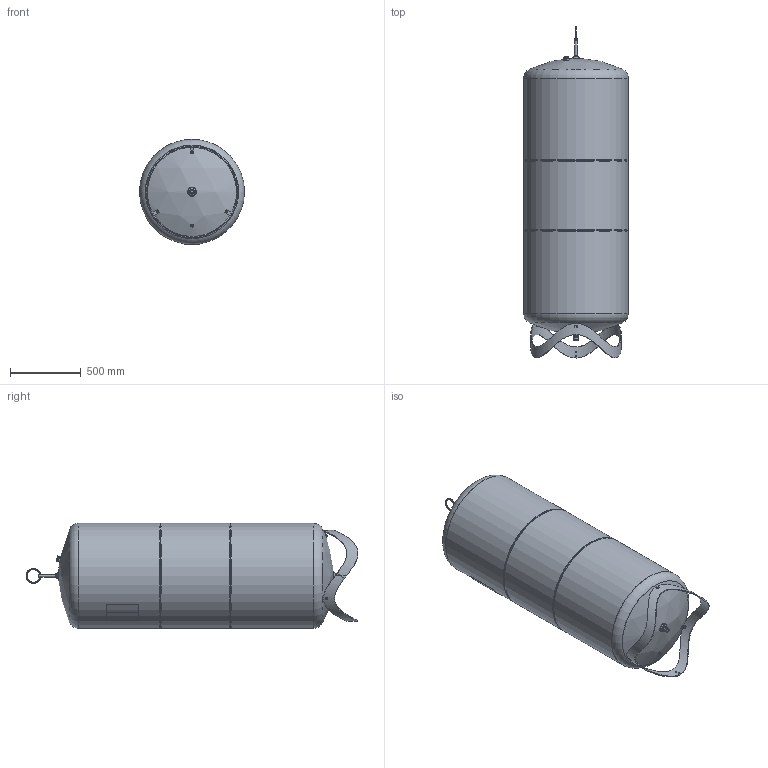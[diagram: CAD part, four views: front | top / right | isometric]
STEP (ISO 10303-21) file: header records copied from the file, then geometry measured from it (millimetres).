
FILE_DESCRIPTION((''),'2;1');
FILE_NAME('7102014_3D_1002_00_DE_FR_IT_EN_NL_UPD.stp','2015-01-08T10:52:53',('SCG'),(''),'Autodesk Inventor 2013','Autodesk Inventor 2013','');
FILE_SCHEMA(('AUTOMOTIVE_DESIGN { 1 0 10303 214 1 1 1 1 }'));
Length unit declared in the file: millimetre
Products named in the file (1): 119458
Bounding box: 740 x 2339.58 x 741.8 mm (x, y, z)
Volume: 48012317.3 mm3; surface area: 13346014.3 mm2
Topology: 6 solids, 12 shells, 472 faces, 1228 edges, 788 vertices
Faces by surface type: plane 204, cylinder 125, cone 57, torus 49, bspline 31, sphere 5, revolution 1
Full cylindrical faces by diameter (mm): 4 x20, 7.5 x2, 8 x7, 8.4 x1, 9 x2, 10 x3, 11.027 x1, 12.6 x1, 14 x1, 14.95 x1, 16.662 x1, 17.2 x1, 18 x1, 20 x2, 24.117 x1, 26.44 x1, 26.5 x1, 26.8 x4, 27 x2, 30 x1, 30.8 x4, 32 x1, 33 x2, 33.3 x1, 33.751 x1, 33.771 x1, 40 x1, 41 x1, 45 x1, 53.786 x1
Entity records: 17537 total; most frequent: CARTESIAN_POINT 6532, DIRECTION 2142, ORIENTED_EDGE 2020, EDGE_CURVE 1010, AXIS2_PLACEMENT_3D 904, EDGE_LOOP 740, VERTEX_POINT 728, FACE_OUTER_BOUND 472
